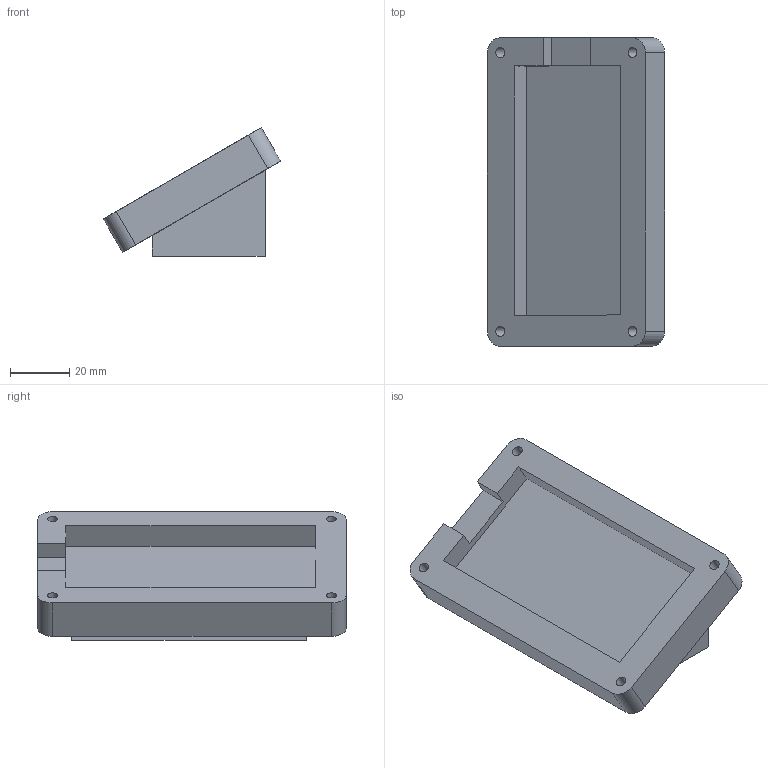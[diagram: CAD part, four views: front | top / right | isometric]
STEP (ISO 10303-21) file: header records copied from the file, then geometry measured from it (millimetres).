
FILE_DESCRIPTION(/* description */ (''),/* implementation_level */ '2;1');
FILE_NAME(/* name */ 'HackpadBottom.step',/* time_stamp */ '2026-01-23T18:14:58-05:00',/* author */ (''),/* organization */ (''),/* preprocessor_version */ 'ST-DEVELOPER v20.1',/* originating_system */ 'Autodesk Translation Framework v14.21.0.0',/* authorisation */ '');
FILE_SCHEMA (('AUTOMOTIVE_DESIGN { 1 0 10303 214 3 1 1 }'));
Length unit declared in the file: millimetre
Products named in the file (2): 2026-01-02-20-10-16-581; 2026-01-02-20-11-59-575
Assembly tree (1 placements, depth 2):
  2026-01-02-20-10-16-581
    2026-01-02-20-11-59-575
Bounding box: 59.74 x 103.98 x 43.35 mm (x, y, z)
Volume: 107150.3 mm3; surface area: 30715.8 mm2
Topology: 2 solids, 2 shells, 344 faces, 954 edges, 636 vertices
Faces by surface type: bspline 210, plane 122, cylinder 12
Full cylindrical faces by diameter (mm): 3.4 x4, 6 x4
Entity records: 12950 total; most frequent: CARTESIAN_POINT 5507, ORIENTED_EDGE 1908, EDGE_CURVE 954, DIRECTION 832, VERTEX_POINT 636, LINE 510, VECTOR 510, B_SPLINE_CURVE_WITH_KNOTS 420
